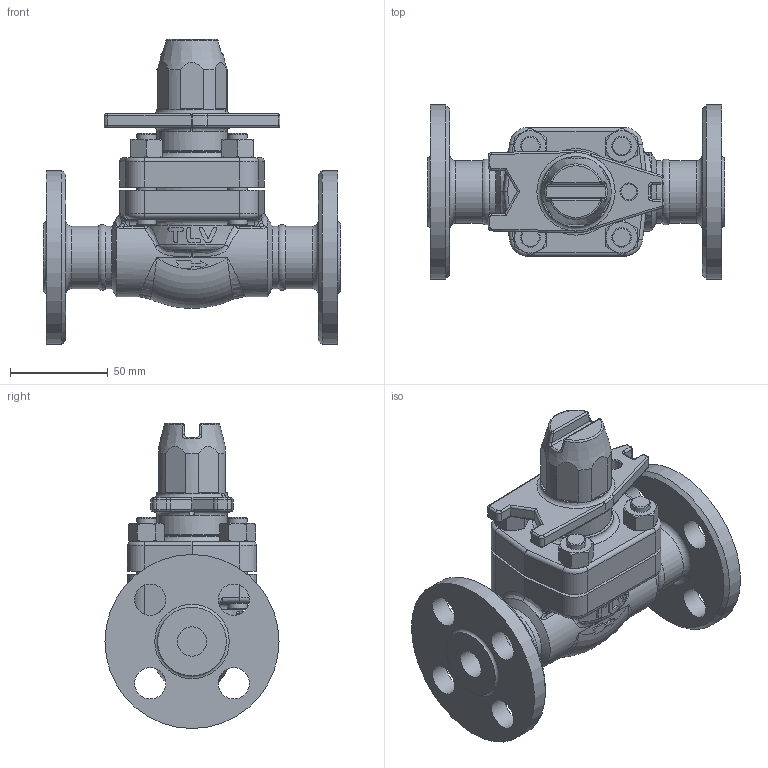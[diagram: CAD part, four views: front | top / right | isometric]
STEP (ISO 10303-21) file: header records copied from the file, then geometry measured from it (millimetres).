
FILE_DESCRIPTION(/* description */ (''),/* implementation_level */ '2;1');
FILE_NAME(/* name */ 'bd800-015-a0150-00.stp',/* time_stamp */ '2018-11-01T16:27:30+09:00',/* author */ ('nakaot'),/* organization */ (''),/* preprocessor_version */ 'ST-DEVELOPER v15.6',/* originating_system */ 'Autodesk Inventor 2015',/* authorisation */ '');
FILE_SCHEMA (('CONFIG_CONTROL_DESIGN'));
Length unit declared in the file: centimetre
Products named in the file (1): bd800-015-a0150-00
Bounding box: 152.2 x 89 x 156 mm (x, y, z)
Volume: 454890.9 mm3; surface area: 93796.4 mm2
Topology: 1 solids, 5 shells, 484 faces, 1128 edges, 669 vertices
Faces by surface type: plane 176, cylinder 141, cone 66, bspline 49, torus 36, sphere 16
Full cylindrical faces by diameter (mm): 3 x1, 8 x1, 8.376 x2, 10 x10, 11 x4, 12 x1, 13 x1, 15 x4, 16 x8, 18 x1, 18.376 x1, 22.2 x2, 24.5 x1, 25.5 x1, 27 x1, 32 x4, 35.1 x2, 36 x2, 54 x1, 89 x2
Entity records: 15143 total; most frequent: CARTESIAN_POINT 4855, DIRECTION 2154, ORIENTED_EDGE 2024, EDGE_CURVE 1012, AXIS2_PLACEMENT_3D 923, VERTEX_POINT 642, EDGE_LOOP 612, FACE_OUTER_BOUND 483
